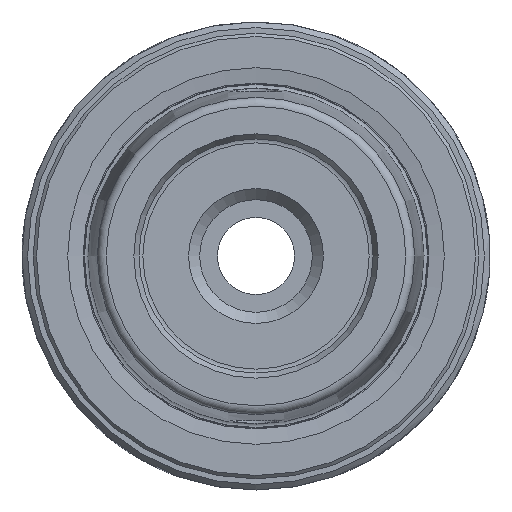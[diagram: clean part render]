
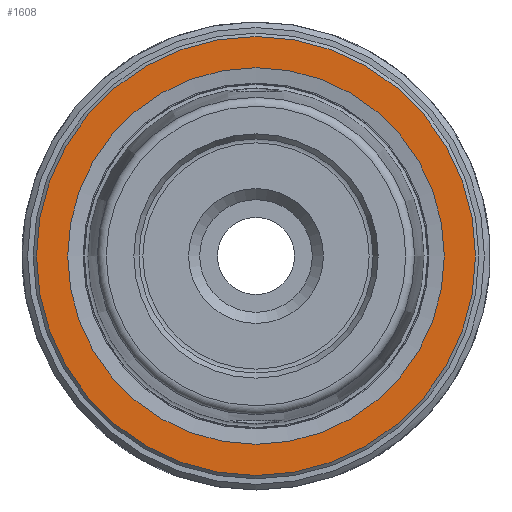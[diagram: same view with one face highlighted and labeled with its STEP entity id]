
A CAD part, left-side view. The second image highlights one B-rep face of the part: STEP entity #1608.
In plain terms, the highlighted planar face has unit normal (-1, 0, 0).
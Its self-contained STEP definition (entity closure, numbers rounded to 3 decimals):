
#184=FACE_BOUND('',#496,.T.);
#276=CIRCLE('',#1752,19.7);
#278=CIRCLE('',#1755,16.9);
#362=FACE_OUTER_BOUND('',#495,.T.);
#495=EDGE_LOOP('',(#1183));
#496=EDGE_LOOP('',(#1184));
#760=VERTEX_POINT('',#2416);
#762=VERTEX_POINT('',#2421);
#928=EDGE_CURVE('',#760,#760,#276,.T.);
#930=EDGE_CURVE('',#762,#762,#278,.T.);
#1183=ORIENTED_EDGE('',*,*,#928,.F.);
#1184=ORIENTED_EDGE('',*,*,#930,.T.);
#1554=PLANE('',#1754);
#1608=ADVANCED_FACE('',(#362,#184),#1554,.T.);
#1752=AXIS2_PLACEMENT_3D('',#2417,#2006,#2007);
#1754=AXIS2_PLACEMENT_3D('',#2420,#2010,#2011);
#1755=AXIS2_PLACEMENT_3D('',#2422,#2012,#2013);
#2006=DIRECTION('center_axis',(1.,0.,0.));
#2007=DIRECTION('ref_axis',(0.,-1.,0.));
#2010=DIRECTION('center_axis',(-1.,0.,0.));
#2011=DIRECTION('ref_axis',(0.,0.,1.));
#2012=DIRECTION('center_axis',(1.,0.,0.));
#2013=DIRECTION('ref_axis',(0.,1.,0.));
#2416=CARTESIAN_POINT('',(0.,19.7,0.));
#2417=CARTESIAN_POINT('Origin',(0.,0.,
0.));
#2420=CARTESIAN_POINT('Origin',(0.,10.,0.));
#2421=CARTESIAN_POINT('',(0.,16.9,0.));
#2422=CARTESIAN_POINT('Origin',(0.,0.,
0.));
